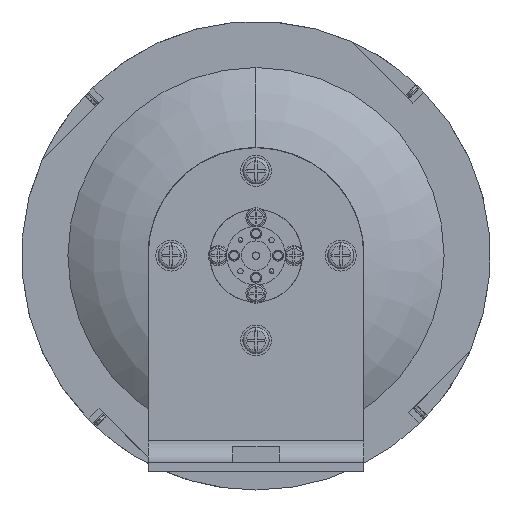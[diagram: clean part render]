
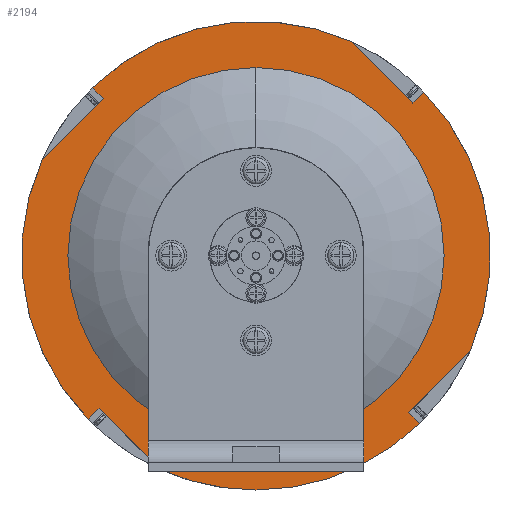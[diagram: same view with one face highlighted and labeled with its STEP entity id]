
A CAD part, front view. The second image highlights one B-rep face of the part: STEP entity #2194.
In plain terms, the highlighted planar face has unit normal (0, -1, 0).
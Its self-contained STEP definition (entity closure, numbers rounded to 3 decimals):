
#89 = VECTOR ( 'NONE', #11771, 1000. ) ;
#477 = DIRECTION ( 'NONE',  ( 0., 0., 1. ) ) ;
#479 = LINE ( 'NONE', #712, #89 ) ;
#627 = ORIENTED_EDGE ( 'NONE', *, *, #5700, .F. ) ;
#712 = CARTESIAN_POINT ( 'NONE',  ( 53.028, 0., -54.443 ) ) ;
#907 = FACE_BOUND ( 'NONE', #2612, .T. ) ;
#925 = VECTOR ( 'NONE', #10081, 1000. ) ;
#943 = ORIENTED_EDGE ( 'NONE', *, *, #10382, .F. ) ;
#1003 = CARTESIAN_POINT ( 'NONE',  ( 53.028, 0., -54.443 ) ) ;
#1089 = CARTESIAN_POINT ( 'NONE',  ( 0., 0., -61. ) ) ;
#1210 = ORIENTED_EDGE ( 'NONE', *, *, #8482, .F. ) ;
#1374 = VERTEX_POINT ( 'NONE', #5917 ) ;
#1524 = VERTEX_POINT ( 'NONE', #1003 ) ;
#1645 = VERTEX_POINT ( 'NONE', #11285 ) ;
#1723 = CARTESIAN_POINT ( 'NONE',  ( 0., 0., 0. ) ) ;
#1972 = EDGE_CURVE ( 'NONE', #12602, #6727, #3828, .T. ) ;
#2194 = ADVANCED_FACE ( 'NONE', ( #907, #8311 ), #7263, .F. ) ;
#2204 = ORIENTED_EDGE ( 'NONE', *, *, #4663, .F. ) ;
#2413 = EDGE_CURVE ( 'NONE', #13321, #10777, #2655, .T. ) ;
#2458 = CARTESIAN_POINT ( 'NONE',  ( -53.028, 0., 54.443 ) ) ;
#2459 = DIRECTION ( 'NONE',  ( 0., 0., 1. ) ) ;
#2479 = CARTESIAN_POINT ( 'NONE',  ( -50.907, 0., -49.493 ) ) ;
#2581 = VERTEX_POINT ( 'NONE', #8209 ) ;
#2587 = DIRECTION ( 'NONE',  ( 0., 1., 0. ) ) ;
#2612 = EDGE_LOOP ( 'NONE', ( #2886, #5121 ) ) ;
#2655 = CIRCLE ( 'NONE', #3853, 61. ) ;
#2748 = CARTESIAN_POINT ( 'NONE',  ( 50.907, 0., 49.493 ) ) ;
#2771 = ORIENTED_EDGE ( 'NONE', *, *, #10581, .F. ) ;
#2886 = ORIENTED_EDGE ( 'NONE', *, *, #2413, .T. ) ;
#3376 = VECTOR ( 'NONE', #5342, 1000. ) ;
#3540 = VERTEX_POINT ( 'NONE', #9405 ) ;
#3541 = DIRECTION ( 'NONE',  ( 0., 0., 1. ) ) ;
#3703 = DIRECTION ( 'NONE',  ( -0.707, 0., 0.707 ) ) ;
#3781 = LINE ( 'NONE', #2748, #14571 ) ;
#3828 = LINE ( 'NONE', #15563, #5020 ) ;
#3853 = AXIS2_PLACEMENT_3D ( 'NONE', #4115, #12960, #477 ) ;
#3859 = ORIENTED_EDGE ( 'NONE', *, *, #14562, .F. ) ;
#3870 = AXIS2_PLACEMENT_3D ( 'NONE', #1723, #6584, #4161 ) ;
#3891 = CIRCLE ( 'NONE', #9443, 76. ) ;
#4033 = EDGE_CURVE ( 'NONE', #16202, #3540, #10391, .T. ) ;
#4035 = AXIS2_PLACEMENT_3D ( 'NONE', #7262, #9862, #3541 ) ;
#4098 = DIRECTION ( 'NONE',  ( 0., 1., 0. ) ) ;
#4115 = CARTESIAN_POINT ( 'NONE',  ( 0., 0., 0. ) ) ;
#4161 = DIRECTION ( 'NONE',  ( 0., 0., 1. ) ) ;
#4663 = EDGE_CURVE ( 'NONE', #3540, #1645, #6862, .T. ) ;
#4689 = CIRCLE ( 'NONE', #4035, 76. ) ;
#4862 = DIRECTION ( 'NONE',  ( 0., 1., 0. ) ) ;
#5011 = CARTESIAN_POINT ( 'NONE',  ( -54.443, 0., -53.028 ) ) ;
#5015 = AXIS2_PLACEMENT_3D ( 'NONE', #13650, #6075, #2459 ) ;
#5020 = VECTOR ( 'NONE', #8084, 1000. ) ;
#5121 = ORIENTED_EDGE ( 'NONE', *, *, #9215, .T. ) ;
#5223 = VERTEX_POINT ( 'NONE', #7350 ) ;
#5241 = ORIENTED_EDGE ( 'NONE', *, *, #15706, .F. ) ;
#5275 = ORIENTED_EDGE ( 'NONE', *, *, #10857, .F. ) ;
#5342 = DIRECTION ( 'NONE',  ( 0.707, 0., 0.707 ) ) ;
#5561 = ORIENTED_EDGE ( 'NONE', *, *, #1972, .F. ) ;
#5700 = EDGE_CURVE ( 'NONE', #1524, #2581, #3891, .T. ) ;
#5917 = CARTESIAN_POINT ( 'NONE',  ( 54.443, 0., 53.028 ) ) ;
#5928 = CARTESIAN_POINT ( 'NONE',  ( 69.382, 0., -31.017 ) ) ;
#6075 = DIRECTION ( 'NONE',  ( 0., 1., 0. ) ) ;
#6369 = CARTESIAN_POINT ( 'NONE',  ( -31.017, 0., -69.382 ) ) ;
#6584 = DIRECTION ( 'NONE',  ( 0., 1., 0. ) ) ;
#6586 = VERTEX_POINT ( 'NONE', #12489 ) ;
#6727 = VERTEX_POINT ( 'NONE', #10257 ) ;
#6862 = LINE ( 'NONE', #5011, #11747 ) ;
#7262 = CARTESIAN_POINT ( 'NONE',  ( 0., 0., 0. ) ) ;
#7263 = PLANE ( 'NONE',  #5015 ) ;
#7350 = CARTESIAN_POINT ( 'NONE',  ( 49.493, 0., -50.907 ) ) ;
#7361 = ORIENTED_EDGE ( 'NONE', *, *, #9792, .F. ) ;
#7461 = DIRECTION ( 'NONE',  ( -0.707, 0., -0.707 ) ) ;
#7679 = CIRCLE ( 'NONE', #3870, 76. ) ;
#8084 = DIRECTION ( 'NONE',  ( 0.707, 0., 0.707 ) ) ;
#8209 = CARTESIAN_POINT ( 'NONE',  ( 0., 0., -76. ) ) ;
#8311 = FACE_OUTER_BOUND ( 'NONE', #11002, .T. ) ;
#8482 = EDGE_CURVE ( 'NONE', #15101, #5223, #11254, .T. ) ;
#8491 = CARTESIAN_POINT ( 'NONE',  ( 0., 0., 0. ) ) ;
#8508 = CIRCLE ( 'NONE', #13700, 61. ) ;
#8954 = CARTESIAN_POINT ( 'NONE',  ( 0., 0., 0. ) ) ;
#9215 = EDGE_CURVE ( 'NONE', #10777, #13321, #8508, .T. ) ;
#9405 = CARTESIAN_POINT ( 'NONE',  ( -50.907, 0., -49.493 ) ) ;
#9443 = AXIS2_PLACEMENT_3D ( 'NONE', #14941, #4862, #11118 ) ;
#9628 = AXIS2_PLACEMENT_3D ( 'NONE', #8954, #2587, #10097 ) ;
#9792 = EDGE_CURVE ( 'NONE', #6586, #15223, #3781, .T. ) ;
#9804 = ORIENTED_EDGE ( 'NONE', *, *, #4033, .F. ) ;
#9862 = DIRECTION ( 'NONE',  ( 0., 1., 0. ) ) ;
#10006 = ORIENTED_EDGE ( 'NONE', *, *, #12190, .F. ) ;
#10081 = DIRECTION ( 'NONE',  ( -0.707, 0., -0.707 ) ) ;
#10097 = DIRECTION ( 'NONE',  ( 0., 0., 1. ) ) ;
#10257 = CARTESIAN_POINT ( 'NONE',  ( -49.493, 0., 50.907 ) ) ;
#10382 = EDGE_CURVE ( 'NONE', #15223, #1374, #15531, .T. ) ;
#10391 = LINE ( 'NONE', #2479, #15754 ) ;
#10414 = DIRECTION ( 'NONE',  ( 0., 0., 1. ) ) ;
#10581 = EDGE_CURVE ( 'NONE', #5223, #1524, #479, .T. ) ;
#10701 = AXIS2_PLACEMENT_3D ( 'NONE', #8491, #12264, #11041 ) ;
#10777 = VERTEX_POINT ( 'NONE', #1089 ) ;
#10857 = EDGE_CURVE ( 'NONE', #1374, #15101, #7679, .T. ) ;
#11002 = EDGE_LOOP ( 'NONE', ( #5275, #943, #7361, #3859, #12075, #5561, #5241, #2204, #9804, #10006, #627, #2771, #1210 ) ) ;
#11041 = DIRECTION ( 'NONE',  ( 0., 0., 1. ) ) ;
#11118 = DIRECTION ( 'NONE',  ( 0., 0., 1. ) ) ;
#11219 = CIRCLE ( 'NONE', #10701, 76. ) ;
#11254 = LINE ( 'NONE', #13776, #925 ) ;
#11285 = CARTESIAN_POINT ( 'NONE',  ( -54.443, 0., -53.028 ) ) ;
#11577 = CARTESIAN_POINT ( 'NONE',  ( 0., 0., 0. ) ) ;
#11747 = VECTOR ( 'NONE', #7461, 1000. ) ;
#11771 = DIRECTION ( 'NONE',  ( 0.707, 0., -0.707 ) ) ;
#11992 = CARTESIAN_POINT ( 'NONE',  ( -53.028, 0., 54.443 ) ) ;
#12075 = ORIENTED_EDGE ( 'NONE', *, *, #15730, .F. ) ;
#12190 = EDGE_CURVE ( 'NONE', #2581, #16202, #14469, .T. ) ;
#12264 = DIRECTION ( 'NONE',  ( 0., 1., 0. ) ) ;
#12489 = CARTESIAN_POINT ( 'NONE',  ( 31.017, 0., 69.382 ) ) ;
#12602 = VERTEX_POINT ( 'NONE', #15990 ) ;
#12684 = VECTOR ( 'NONE', #3703, 1000. ) ;
#12808 = CARTESIAN_POINT ( 'NONE',  ( 54.443, 0., 53.028 ) ) ;
#12960 = DIRECTION ( 'NONE',  ( 0., 1., 0. ) ) ;
#13321 = VERTEX_POINT ( 'NONE', #14629 ) ;
#13650 = CARTESIAN_POINT ( 'NONE',  ( 0., 0., 0. ) ) ;
#13700 = AXIS2_PLACEMENT_3D ( 'NONE', #11577, #4098, #10414 ) ;
#13776 = CARTESIAN_POINT ( 'NONE',  ( 49.493, 0., -50.907 ) ) ;
#13886 = CARTESIAN_POINT ( 'NONE',  ( 50.907, 0., 49.493 ) ) ;
#13946 = DIRECTION ( 'NONE',  ( 0.707, 0., -0.707 ) ) ;
#14443 = VERTEX_POINT ( 'NONE', #11992 ) ;
#14469 = CIRCLE ( 'NONE', #9628, 76. ) ;
#14562 = EDGE_CURVE ( 'NONE', #14443, #6586, #11219, .T. ) ;
#14571 = VECTOR ( 'NONE', #13946, 1000. ) ;
#14629 = CARTESIAN_POINT ( 'NONE',  ( 0., 0., 61. ) ) ;
#14913 = DIRECTION ( 'NONE',  ( -0.707, 0., 0.707 ) ) ;
#14941 = CARTESIAN_POINT ( 'NONE',  ( 0., 0., 0. ) ) ;
#15101 = VERTEX_POINT ( 'NONE', #5928 ) ;
#15223 = VERTEX_POINT ( 'NONE', #13886 ) ;
#15531 = LINE ( 'NONE', #12808, #3376 ) ;
#15563 = CARTESIAN_POINT ( 'NONE',  ( -49.493, 0., 50.907 ) ) ;
#15706 = EDGE_CURVE ( 'NONE', #1645, #12602, #4689, .T. ) ;
#15730 = EDGE_CURVE ( 'NONE', #6727, #14443, #15876, .T. ) ;
#15754 = VECTOR ( 'NONE', #14913, 1000. ) ;
#15876 = LINE ( 'NONE', #2458, #12684 ) ;
#15990 = CARTESIAN_POINT ( 'NONE',  ( -69.382, 0., 31.017 ) ) ;
#16202 = VERTEX_POINT ( 'NONE', #6369 ) ;
